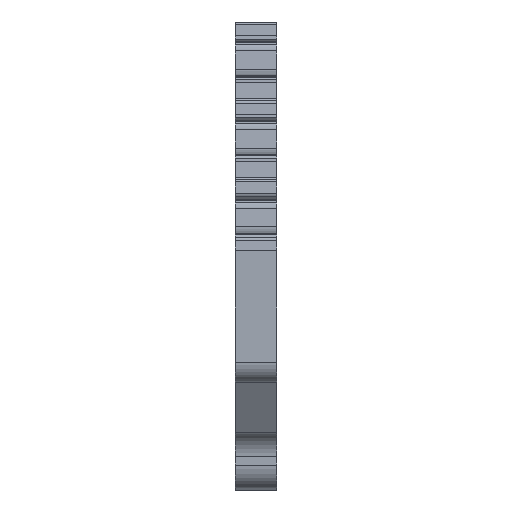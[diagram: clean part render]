
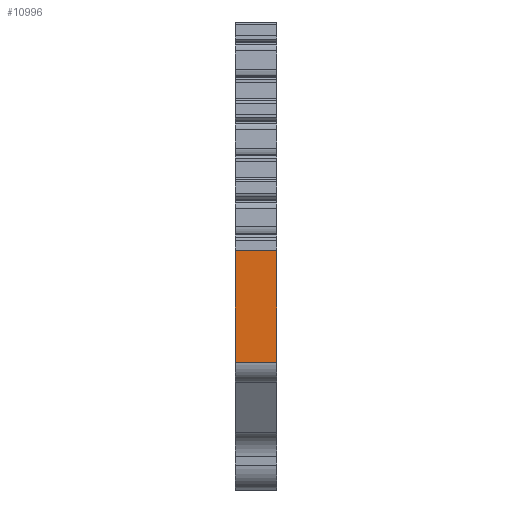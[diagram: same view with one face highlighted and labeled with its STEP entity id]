
A CAD part, left-side view. The second image highlights one B-rep face of the part: STEP entity #10996.
In plain terms, the highlighted face is planar.
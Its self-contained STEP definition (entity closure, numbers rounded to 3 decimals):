
#1673 = DIRECTION ( 'NONE',  ( 0., 1., 0. ) ) ;
#2170 = DIRECTION ( 'NONE',  ( 0., 0., 1. ) ) ;
#2192 = LINE ( 'NONE', #6385, #17335 ) ;
#2813 = EDGE_CURVE ( 'NONE', #16503, #5634, #16706, .T. ) ;
#4916 = CARTESIAN_POINT ( 'NONE',  ( 4.95, 34.073, 7.861 ) ) ;
#5291 = DIRECTION ( 'NONE',  ( 0., 0., 1. ) ) ;
#5333 = ORIENTED_EDGE ( 'NONE', *, *, #16382, .F. ) ;
#5634 = VERTEX_POINT ( 'NONE', #4916 ) ;
#6385 = CARTESIAN_POINT ( 'NONE',  ( 0., 34.073, 21.253 ) ) ;
#6735 = CARTESIAN_POINT ( 'NONE',  ( 0., 34.073, 7.861 ) ) ;
#8273 = CARTESIAN_POINT ( 'NONE',  ( 0., 34.073, 7.861 ) ) ;
#8355 = ORIENTED_EDGE ( 'NONE', *, *, #2813, .F. ) ;
#8402 = CARTESIAN_POINT ( 'NONE',  ( 0., 34.073, 21.253 ) ) ;
#8540 = VECTOR ( 'NONE', #15445, 1000. ) ;
#8578 = FACE_OUTER_BOUND ( 'NONE', #16549, .T. ) ;
#9454 = VERTEX_POINT ( 'NONE', #12232 ) ;
#10996 = ADVANCED_FACE ( 'NONE', ( #8578 ), #11320, .T. ) ;
#11320 = PLANE ( 'NONE',  #17050 ) ;
#11403 = DIRECTION ( 'NONE',  ( 0., 0., 1. ) ) ;
#11811 = ORIENTED_EDGE ( 'NONE', *, *, #12423, .T. ) ;
#11885 = CARTESIAN_POINT ( 'NONE',  ( 0., 34.073, 21.253 ) ) ;
#12086 = LINE ( 'NONE', #16178, #14856 ) ;
#12232 = CARTESIAN_POINT ( 'NONE',  ( 4.95, 34.073, 21.253 ) ) ;
#12421 = VECTOR ( 'NONE', #2170, 1000. ) ;
#12423 = EDGE_CURVE ( 'NONE', #12882, #9454, #2192, .T. ) ;
#12872 = EDGE_CURVE ( 'NONE', #16503, #12882, #14612, .T. ) ;
#12882 = VERTEX_POINT ( 'NONE', #11885 ) ;
#14525 = CARTESIAN_POINT ( 'NONE',  ( 0., 34.073, 21.253 ) ) ;
#14612 = LINE ( 'NONE', #14525, #12421 ) ;
#14856 = VECTOR ( 'NONE', #5291, 1000. ) ;
#15445 = DIRECTION ( 'NONE',  ( 1., 0., 0. ) ) ;
#16178 = CARTESIAN_POINT ( 'NONE',  ( 4.95, 34.073, 21.253 ) ) ;
#16382 = EDGE_CURVE ( 'NONE', #5634, #9454, #12086, .T. ) ;
#16503 = VERTEX_POINT ( 'NONE', #8273 ) ;
#16549 = EDGE_LOOP ( 'NONE', ( #5333, #8355, #17378, #11811 ) ) ;
#16706 = LINE ( 'NONE', #6735, #8540 ) ;
#17050 = AXIS2_PLACEMENT_3D ( 'NONE', #8402, #1673, #11403 ) ;
#17335 = VECTOR ( 'NONE', #17539, 1000. ) ;
#17378 = ORIENTED_EDGE ( 'NONE', *, *, #12872, .T. ) ;
#17539 = DIRECTION ( 'NONE',  ( 1., 0., 0. ) ) ;
